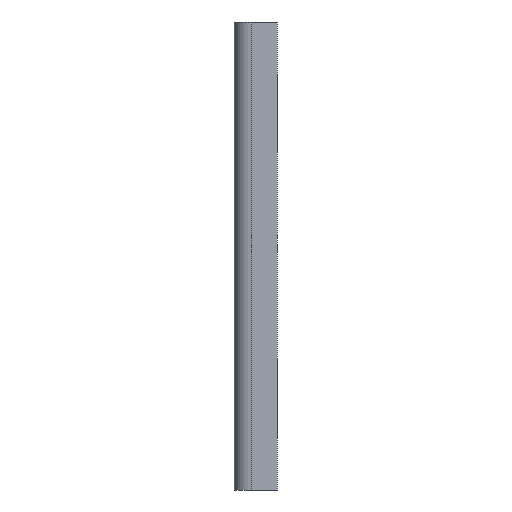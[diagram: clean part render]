
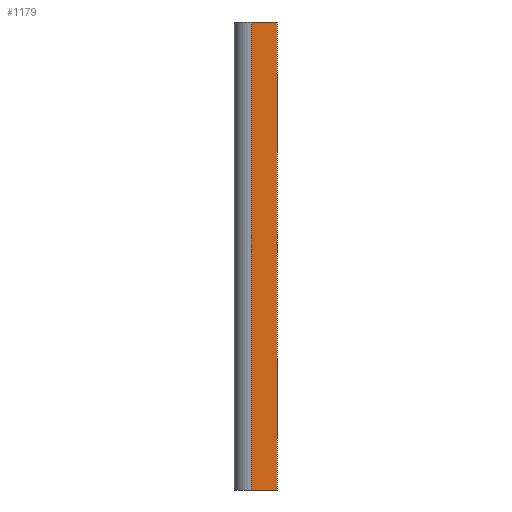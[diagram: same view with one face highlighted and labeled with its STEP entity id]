
A CAD part, left-side view. The second image highlights one B-rep face of the part: STEP entity #1179.
In plain terms, the highlighted planar face has unit normal (-1, 0, 0).
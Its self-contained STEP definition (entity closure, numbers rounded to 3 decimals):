
#178 = VERTEX_POINT ( 'NONE', #219 ) ;
#219 = CARTESIAN_POINT ( 'NONE',  ( -70., -16.5, 90. ) ) ;
#229 = EDGE_LOOP ( 'NONE', ( #1713, #1366, #1329, #613 ) ) ;
#232 = DIRECTION ( 'NONE',  ( 0., -1., 0. ) ) ;
#285 = VERTEX_POINT ( 'NONE', #602 ) ;
#335 = VECTOR ( 'NONE', #232, 1000. ) ;
#354 = CARTESIAN_POINT ( 'NONE',  ( -70., -16.5, 90. ) ) ;
#494 = VECTOR ( 'NONE', #517, 1000. ) ;
#517 = DIRECTION ( 'NONE',  ( 0., 0., -1. ) ) ;
#564 = CARTESIAN_POINT ( 'NONE',  ( -70., -6.5, 90. ) ) ;
#583 = DIRECTION ( 'NONE',  ( 0., 0., -1. ) ) ;
#602 = CARTESIAN_POINT ( 'NONE',  ( -70., -16.5, -90. ) ) ;
#613 = ORIENTED_EDGE ( 'NONE', *, *, #1032, .F. ) ;
#685 = EDGE_CURVE ( 'NONE', #178, #285, #931, .T. ) ;
#748 = CARTESIAN_POINT ( 'NONE',  ( -70., 0., -90. ) ) ;
#766 = LINE ( 'NONE', #1519, #335 ) ;
#889 = VERTEX_POINT ( 'NONE', #1301 ) ;
#931 = LINE ( 'NONE', #354, #494 ) ;
#953 = PLANE ( 'NONE',  #1078 ) ;
#987 = CARTESIAN_POINT ( 'NONE',  ( -70., 0., 90. ) ) ;
#995 = DIRECTION ( 'NONE',  ( 1., 0., 0. ) ) ;
#1032 = EDGE_CURVE ( 'NONE', #1835, #178, #766, .T. ) ;
#1078 = AXIS2_PLACEMENT_3D ( 'NONE', #987, #995, #1151 ) ;
#1145 = LINE ( 'NONE', #748, #2048 ) ;
#1151 = DIRECTION ( 'NONE',  ( 0., 0., -1. ) ) ;
#1179 = ADVANCED_FACE ( 'NONE', ( #1333 ), #953, .F. ) ;
#1301 = CARTESIAN_POINT ( 'NONE',  ( -70., -6.5, -90. ) ) ;
#1329 = ORIENTED_EDGE ( 'NONE', *, *, #685, .F. ) ;
#1333 = FACE_OUTER_BOUND ( 'NONE', #229, .T. ) ;
#1366 = ORIENTED_EDGE ( 'NONE', *, *, #1914, .T. ) ;
#1519 = CARTESIAN_POINT ( 'NONE',  ( -70., 0., 90. ) ) ;
#1540 = DIRECTION ( 'NONE',  ( 0., -1., 0. ) ) ;
#1617 = VECTOR ( 'NONE', #583, 1000. ) ;
#1664 = LINE ( 'NONE', #564, #1617 ) ;
#1713 = ORIENTED_EDGE ( 'NONE', *, *, #1721, .T. ) ;
#1721 = EDGE_CURVE ( 'NONE', #1835, #889, #1664, .T. ) ;
#1835 = VERTEX_POINT ( 'NONE', #1944 ) ;
#1914 = EDGE_CURVE ( 'NONE', #889, #285, #1145, .T. ) ;
#1944 = CARTESIAN_POINT ( 'NONE',  ( -70., -6.5, 90. ) ) ;
#2048 = VECTOR ( 'NONE', #1540, 1000. ) ;
